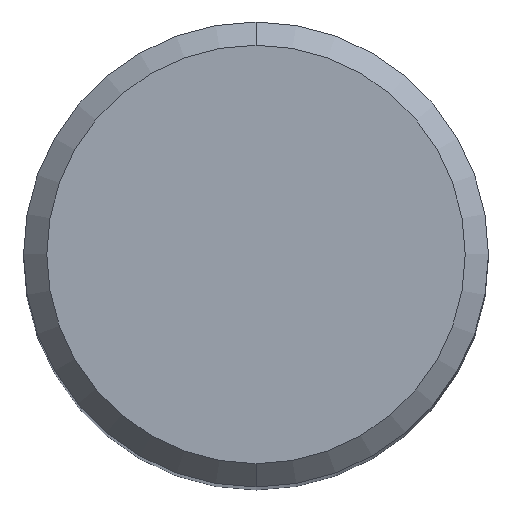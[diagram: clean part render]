
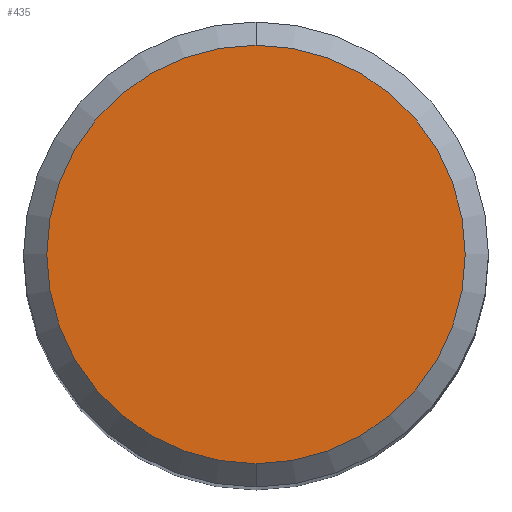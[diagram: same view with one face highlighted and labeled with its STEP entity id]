
A CAD part, top view. The second image highlights one B-rep face of the part: STEP entity #435.
In plain terms, the highlighted planar face has unit normal (0, 0, 1).
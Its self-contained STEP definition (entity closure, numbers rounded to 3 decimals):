
#383=VERTEX_POINT('',#962);
#435=ADVANCED_FACE('',(#1017),#1018,.T.);
#449=VERTEX_POINT('',#1033);
#667=EDGE_CURVE('',#383,#449,#1272,.T.);
#681=EDGE_CURVE('',#449,#383,#1289,.T.);
#962=CARTESIAN_POINT('',(0.,-5.4,0.0));
#1017=FACE_OUTER_BOUND('',#1950,.T.);
#1018=PLANE('',#1951);
#1033=CARTESIAN_POINT('',(0.0,5.4,0.0));
#1272=CIRCLE('',#4753,5.4);
#1289=CIRCLE('',#4802,5.4);
#1950=EDGE_LOOP('',(#6198,#6199));
#1951=AXIS2_PLACEMENT_3D('',#6200,#6201,#6202);
#4753=AXIS2_PLACEMENT_3D('',#6492,#6493,#6494);
#4802=AXIS2_PLACEMENT_3D('',#6522,#6523,#6524);
#6198=ORIENTED_EDGE('',*,*,#681,.F.);
#6199=ORIENTED_EDGE('',*,*,#667,.F.);
#6200=CARTESIAN_POINT('',(0.0,2.7,0.0));
#6201=DIRECTION('',(-0.0,0.0,1.0));
#6202=DIRECTION('',(0.0,-1.0,0.0));
#6492=CARTESIAN_POINT('',(0.0,0.0,0.0));
#6493=DIRECTION('',(0.0,0.0,-1.0));
#6494=DIRECTION('',(0.0,1.0,0.0));
#6522=CARTESIAN_POINT('',(0.0,0.0,0.0));
#6523=DIRECTION('',(0.0,0.0,-1.0));
#6524=DIRECTION('',(0.0,1.0,0.0));
